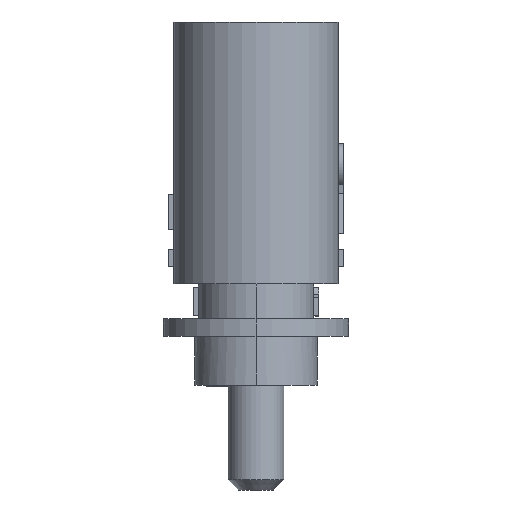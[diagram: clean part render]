
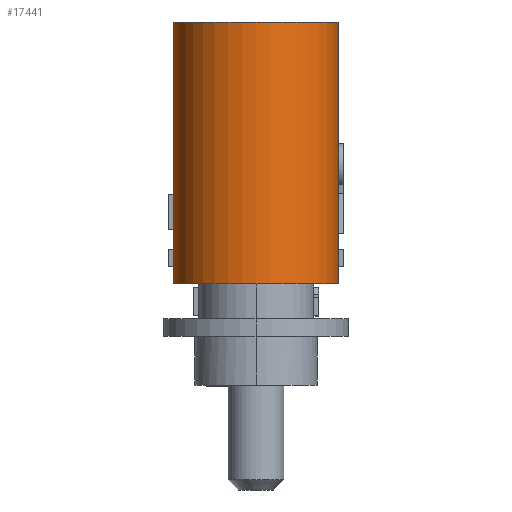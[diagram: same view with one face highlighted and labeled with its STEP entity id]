
A CAD part, left-side view. The second image highlights one B-rep face of the part: STEP entity #17441.
In plain terms, the highlighted cylindrical face has radius 2.35 mm (diameter 4.7 mm), a partial arc.
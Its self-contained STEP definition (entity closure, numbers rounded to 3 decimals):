
#41 = VERTEX_POINT ( 'NONE', #6055 ) ;
#1076 = AXIS2_PLACEMENT_3D ( 'NONE', #7815, #19482, #11733 ) ;
#1395 = AXIS2_PLACEMENT_3D ( 'NONE', #14997, #22772, #5364 ) ;
#2363 = VERTEX_POINT ( 'NONE', #21296 ) ;
#2682 = CIRCLE ( 'NONE', #1076, 2.35 ) ;
#3868 = DIRECTION ( 'NONE',  ( 0., 0., -1. ) ) ;
#4073 = DIRECTION ( 'NONE',  ( 0., 0., 1. ) ) ;
#4122 = CARTESIAN_POINT ( 'NONE',  ( 0., 2.35, 2.9 ) ) ;
#5364 = DIRECTION ( 'NONE',  ( 1., 0., 0. ) ) ;
#5606 = EDGE_CURVE ( 'NONE', #20832, #9415, #25096, .T. ) ;
#6055 = CARTESIAN_POINT ( 'NONE',  ( 0., -2.35, 2.9 ) ) ;
#7815 = CARTESIAN_POINT ( 'NONE',  ( 0., 0., 10.4 ) ) ;
#7875 = CIRCLE ( 'NONE', #15581, 2.35 ) ;
#8373 = CARTESIAN_POINT ( 'NONE',  ( 0., 0., 2.9 ) ) ;
#9415 = VERTEX_POINT ( 'NONE', #14150 ) ;
#9555 = DIRECTION ( 'NONE',  ( 0., 0., 1. ) ) ;
#9645 = EDGE_CURVE ( 'NONE', #41, #2363, #22805, .T. ) ;
#11733 = DIRECTION ( 'NONE',  ( 1., 0., 0. ) ) ;
#12053 = CARTESIAN_POINT ( 'NONE',  ( 0., 2.35, 10.4 ) ) ;
#12383 = ORIENTED_EDGE ( 'NONE', *, *, #17470, .T. ) ;
#14150 = CARTESIAN_POINT ( 'NONE',  ( 0., 2.35, 2.9 ) ) ;
#14997 = CARTESIAN_POINT ( 'NONE',  ( 0., 0., 2.9 ) ) ;
#15581 = AXIS2_PLACEMENT_3D ( 'NONE', #8373, #4073, #21720 ) ;
#16623 = ORIENTED_EDGE ( 'NONE', *, *, #5606, .T. ) ;
#17246 = EDGE_LOOP ( 'NONE', ( #21394, #23104, #16623, #12383 ) ) ;
#17441 = ADVANCED_FACE ( 'NONE', ( #24666 ), #22894, .T. ) ;
#17470 = EDGE_CURVE ( 'NONE', #9415, #41, #7875, .T. ) ;
#18719 = VECTOR ( 'NONE', #9555, 1000. ) ;
#19482 = DIRECTION ( 'NONE',  ( 0., 0., 1. ) ) ;
#20228 = VECTOR ( 'NONE', #3868, 1000. ) ;
#20832 = VERTEX_POINT ( 'NONE', #12053 ) ;
#20867 = CARTESIAN_POINT ( 'NONE',  ( 0., -2.35, 2.9 ) ) ;
#21296 = CARTESIAN_POINT ( 'NONE',  ( 0., -2.35, 10.4 ) ) ;
#21394 = ORIENTED_EDGE ( 'NONE', *, *, #9645, .T. ) ;
#21720 = DIRECTION ( 'NONE',  ( 1., 0., 0. ) ) ;
#22772 = DIRECTION ( 'NONE',  ( 0., 0., 1. ) ) ;
#22805 = LINE ( 'NONE', #20867, #18719 ) ;
#22894 = CYLINDRICAL_SURFACE ( 'NONE', #1395, 2.35 ) ;
#23104 = ORIENTED_EDGE ( 'NONE', *, *, #23144, .F. ) ;
#23144 = EDGE_CURVE ( 'NONE', #20832, #2363, #2682, .T. ) ;
#24666 = FACE_OUTER_BOUND ( 'NONE', #17246, .T. ) ;
#25096 = LINE ( 'NONE', #4122, #20228 ) ;
